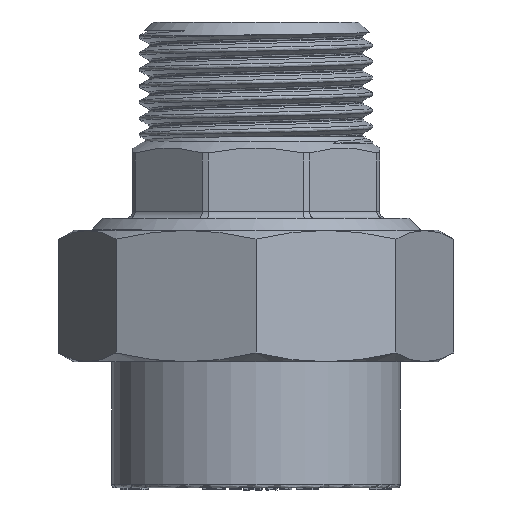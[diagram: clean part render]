
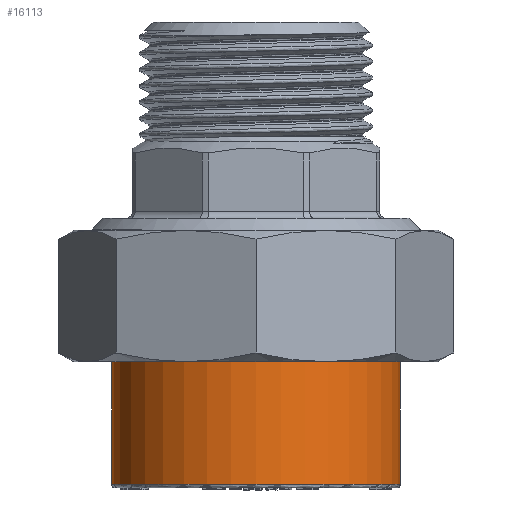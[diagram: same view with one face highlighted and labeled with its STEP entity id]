
A CAD part, front view. The second image highlights one B-rep face of the part: STEP entity #16113.
In plain terms, the highlighted cylindrical face has radius 20.45 mm (diameter 40.9 mm), a full revolution.
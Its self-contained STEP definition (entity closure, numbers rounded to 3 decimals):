
#1038=FACE_OUTER_BOUND('',#1920,.T.);
#1920=EDGE_LOOP('',(#12293,#12294,#12295,#12296));
#2740=CIRCLE('',#17072,20.45);
#2741=CIRCLE('',#17073,20.45);
#3509=LINE('',#33106,#5636);
#5636=VECTOR('',#18813,20.45);
#7893=VERTEX_POINT('',#33103);
#7894=VERTEX_POINT('',#33105);
#9593=EDGE_CURVE('',#7893,#7893,#2740,.T.);
#9594=EDGE_CURVE('',#7893,#7894,#3509,.T.);
#9595=EDGE_CURVE('',#7894,#7894,#2741,.T.);
#12293=ORIENTED_EDGE('',*,*,#9593,.T.);
#12294=ORIENTED_EDGE('',*,*,#9594,.T.);
#12295=ORIENTED_EDGE('',*,*,#9595,.F.);
#12296=ORIENTED_EDGE('',*,*,#9594,.F.);
#15983=CYLINDRICAL_SURFACE('',#17071,20.45);
#16113=ADVANCED_FACE('',(#1038),#15983,.T.);
#17071=AXIS2_PLACEMENT_3D('',#33102,#18809,#18810);
#17072=AXIS2_PLACEMENT_3D('',#33104,#18811,#18812);
#17073=AXIS2_PLACEMENT_3D('',#33107,#18814,#18815);
#18809=DIRECTION('center_axis',(0.,0.,
1.));
#18810=DIRECTION('ref_axis',(0.985,0.174,0.));
#18811=DIRECTION('center_axis',(0.,0.,
-1.));
#18812=DIRECTION('ref_axis',(0.985,0.174,0.));
#18813=DIRECTION('',(0.,0.,-1.));
#18814=DIRECTION('center_axis',(0.,0.,
-1.));
#18815=DIRECTION('ref_axis',(-0.985,-0.174,0.));
#33102=CARTESIAN_POINT('Origin',(22.564,134.975,26.7));
#33103=CARTESIAN_POINT('',(2.425,131.423,52.2));
#33104=CARTESIAN_POINT('Origin',(22.564,134.975,52.2));
#33105=CARTESIAN_POINT('',(2.425,131.423,31.7));
#33106=CARTESIAN_POINT('',(2.425,131.423,26.7));
#33107=CARTESIAN_POINT('Origin',(22.564,134.975,31.7));
